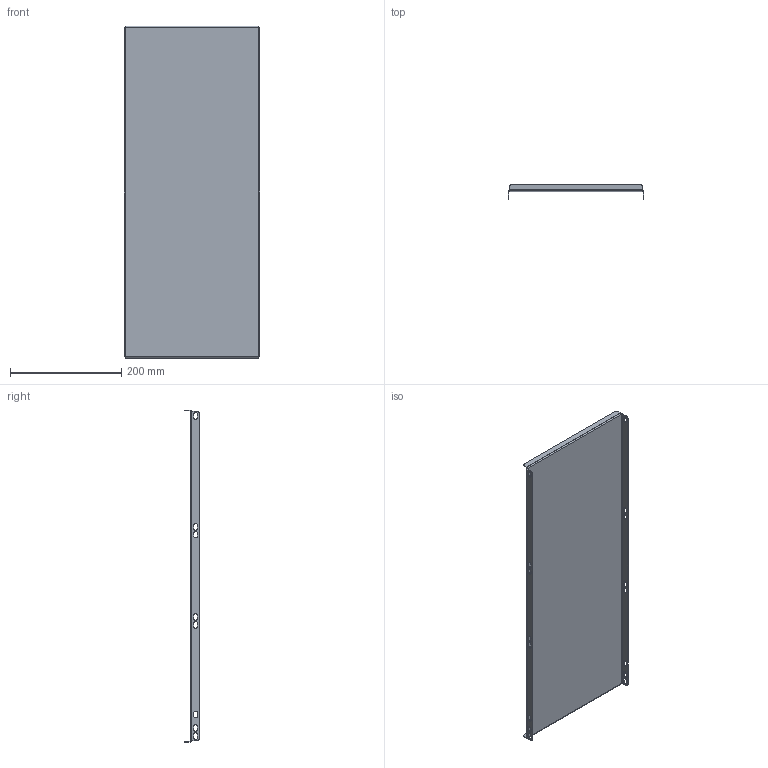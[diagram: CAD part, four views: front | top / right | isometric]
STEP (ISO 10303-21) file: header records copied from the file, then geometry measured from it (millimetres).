
FILE_DESCRIPTION (( 'STEP AP214' ), '1' );
FILE_NAME ('FO-00-HWD-0245-060 FORMAT Ïåðåãîðîäêà ãîðèçîíòàëüíàÿ äëÿ ðàñïðåäåëèòåëüíûõ øèí 245õ600ìì IEK.STEP', '2022-05-31T08:05:22', ( '' ), ( '' ), 'SwSTEP 2.0', 'SolidWorks 2017', '' );
FILE_SCHEMA (( 'AUTOMOTIVE_DESIGN' ));
Length unit declared in the file: millimetre
Products named in the file (1): FO-00-HWD-0245-060 FORMAT Ïåðåãîðîäêà ãîðèçîíòàëüíàÿ äëÿ ðàñïðåäåëèòåëüíûõ øèí 245õ600ìì IEK
Bounding box: 244 x 26.8 x 598 mm (x, y, z)
Volume: 199546.3 mm3; surface area: 335307.9 mm2
Topology: 1 solids, 1 shells, 114 faces, 308 edges, 196 vertices
Faces by surface type: plane 66, cylinder 48
Entity records: 3666 total; most frequent: DIRECTION 638, CARTESIAN_POINT 619, ORIENTED_EDGE 616, EDGE_CURVE 308, AXIS2_PLACEMENT_3D 215, LINE 208, VECTOR 208, VERTEX_POINT 196
